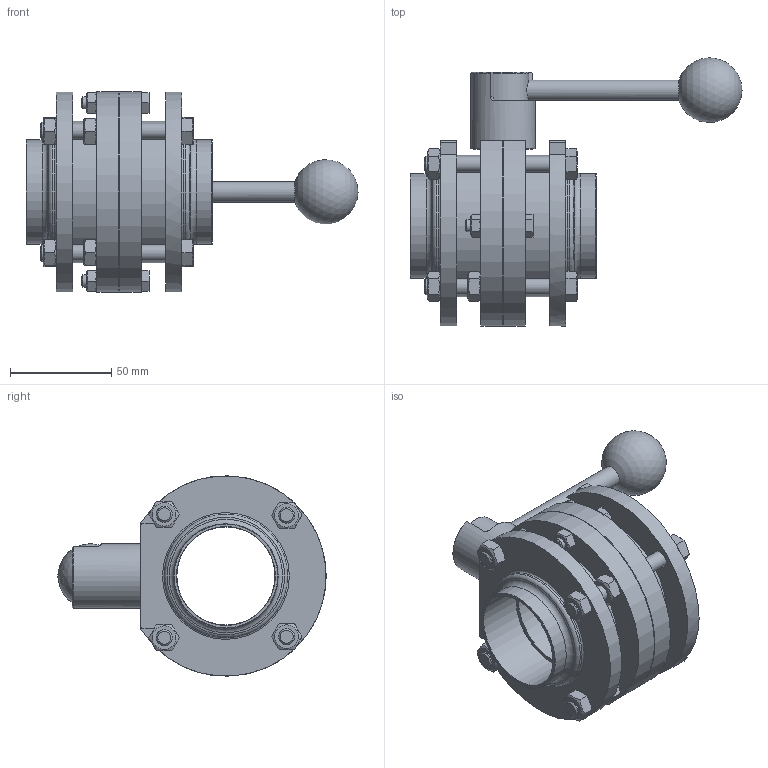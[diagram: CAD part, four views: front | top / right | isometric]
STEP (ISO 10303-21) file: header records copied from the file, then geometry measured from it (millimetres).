
FILE_DESCRIPTION( ( 'STEP AP203' ), ' ' );
FILE_NAME( '9612628212.stp', '2017-01-13T10:44:01', ( '' ), ( '' ), ' ', 'PARTsolutions', ' ' );
FILE_SCHEMA( ( 'CONFIG_CONTROL_DESIGN' ) );
Length unit declared in the file: millimetre
Products named in the file (6): 9612628212; _LKB-F Butterfly H20; _LKB-F Flange (H200020); _LKB-F Flange H20 2; _9611411380 Handle cap 2 pos H20; _9612045001 Indication handle H20
Assembly tree (5 placements, depth 2):
  9612628212
    _LKB-F Butterfly H20
    _LKB-F Flange (H200020)
    _LKB-F Flange H20 2
    _9611411380 Handle cap 2 pos H20
    _9612045001 Indication handle H20
Bounding box: 164 x 132.5 x 98.98 mm (x, y, z)
Volume: 330221.5 mm3; surface area: 102385.9 mm2
Topology: 5 solids, 7 shells, 310 faces, 734 edges, 462 vertices
Faces by surface type: plane 168, cone 71, cylinder 60, torus 10, sphere 1
Full cylindrical faces by diameter (mm): 6 x4, 6.5 x2, 6.647 x4, 8 x6, 9 x8, 10 x1, 25.4 x1, 25.5 x1, 32 x1, 48.5 x4, 51.6 x2, 52.1 x2, 59.5 x2, 61 x2, 70 x2
Entity records: 9400 total; most frequent: CARTESIAN_POINT 2705, DIRECTION 1287, ORIENTED_EDGE 1240, EDGE_CURVE 620, AXIS2_PLACEMENT_3D 524, EDGE_LOOP 453, VERTEX_POINT 438, FACE_OUTER_BOUND 362
